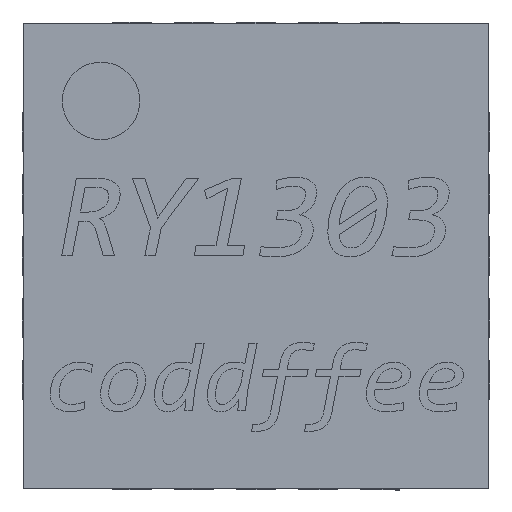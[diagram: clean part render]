
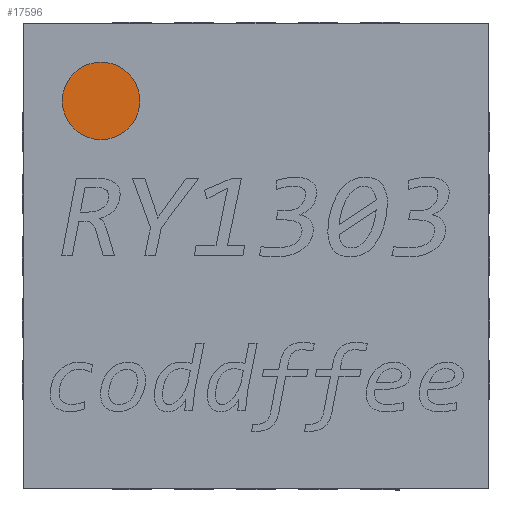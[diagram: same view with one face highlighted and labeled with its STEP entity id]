
A CAD part, top view. The second image highlights one B-rep face of the part: STEP entity #17596.
In plain terms, the highlighted planar face has unit normal (0, 0, 1).
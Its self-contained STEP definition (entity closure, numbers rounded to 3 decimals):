
#345 = CARTESIAN_POINT ( 'NONE',  ( -1., 1., 0.8 ) ) ;
#591 = ORIENTED_EDGE ( 'NONE', *, *, #3089, .T. ) ;
#1045 = CARTESIAN_POINT ( 'NONE',  ( -0.75, 1., 0.8 ) ) ;
#1295 = AXIS2_PLACEMENT_3D ( 'NONE', #6686, #11272, #6779 ) ;
#2858 = AXIS2_PLACEMENT_3D ( 'NONE', #15290, #3847, #16834 ) ;
#3062 = CARTESIAN_POINT ( 'NONE',  ( -1.25, 1., 0.8 ) ) ;
#3089 = EDGE_CURVE ( 'NONE', #18047, #18640, #11066, .T. ) ;
#3847 = DIRECTION ( 'NONE',  ( 0., 0., 1. ) ) ;
#5077 = PLANE ( 'NONE',  #1295 ) ;
#6057 = ORIENTED_EDGE ( 'NONE', *, *, #18188, .T. ) ;
#6249 = DIRECTION ( 'NONE',  ( 0., 0., 1. ) ) ;
#6686 = CARTESIAN_POINT ( 'NONE',  ( -1., 1., 0.8 ) ) ;
#6779 = DIRECTION ( 'NONE',  ( 1., 0., 0. ) ) ;
#9469 = AXIS2_PLACEMENT_3D ( 'NONE', #345, #6249, #11981 ) ;
#11066 = CIRCLE ( 'NONE', #2858, 0.25 ) ;
#11272 = DIRECTION ( 'NONE',  ( 0., 0., 1. ) ) ;
#11981 = DIRECTION ( 'NONE',  ( 1., 0., 0. ) ) ;
#12939 = EDGE_LOOP ( 'NONE', ( #591, #6057 ) ) ;
#15290 = CARTESIAN_POINT ( 'NONE',  ( -1., 1., 0.8 ) ) ;
#15293 = FACE_OUTER_BOUND ( 'NONE', #12939, .T. ) ;
#16834 = DIRECTION ( 'NONE',  ( 1., 0., 0. ) ) ;
#17596 = ADVANCED_FACE ( 'NONE', ( #15293 ), #5077, .T. ) ;
#17706 = CIRCLE ( 'NONE', #9469, 0.25 ) ;
#18047 = VERTEX_POINT ( 'NONE', #1045 ) ;
#18188 = EDGE_CURVE ( 'NONE', #18640, #18047, #17706, .T. ) ;
#18640 = VERTEX_POINT ( 'NONE', #3062 ) ;
